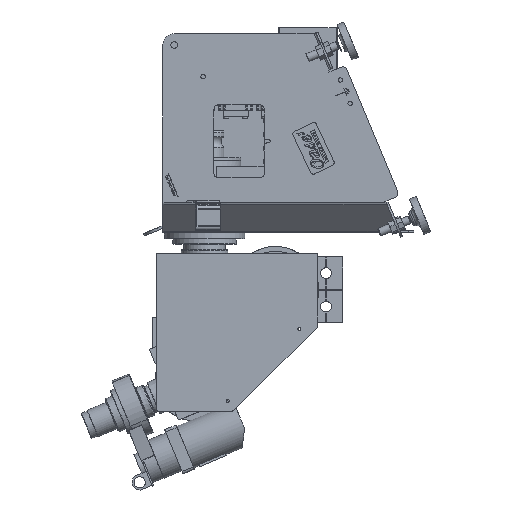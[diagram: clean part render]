
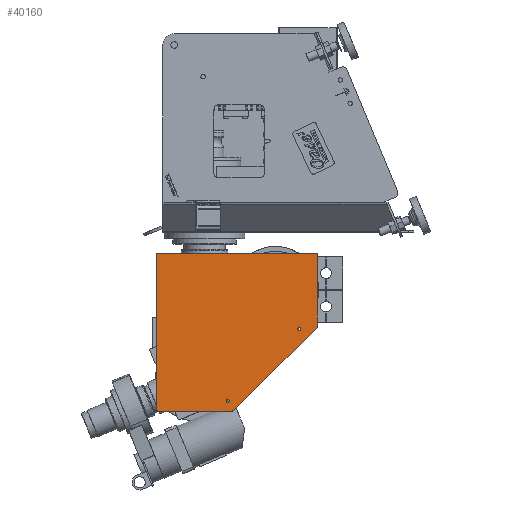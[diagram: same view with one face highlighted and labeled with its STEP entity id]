
A CAD part, front view. The second image highlights one B-rep face of the part: STEP entity #40160.
In plain terms, the highlighted planar face has unit normal (0, -1, 0).
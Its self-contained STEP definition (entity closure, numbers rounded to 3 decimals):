
#486=FACE_BOUND('',#6882,.T.);
#487=FACE_BOUND('',#6883,.T.);
#1964=CIRCLE('',#43511,1.5);
#1965=CIRCLE('',#43513,3.);
#1967=CIRCLE('',#43516,3.);
#1970=CIRCLE('',#43521,1.5);
#1972=CIRCLE('',#43525,1.5);
#4515=FACE_OUTER_BOUND('',#6881,.T.);
#6881=EDGE_LOOP('',(#35882,#35883,#35884,#35885,#35886,#35887,#35888,#35889));
#6882=EDGE_LOOP('',(#35890));
#6883=EDGE_LOOP('',(#35891));
#11005=LINE('',#69510,#15214);
#11009=LINE('',#69517,#15218);
#11014=LINE('',#69527,#15223);
#11020=LINE('',#69551,#15229);
#11024=LINE('',#69563,#15233);
#15214=VECTOR('',#53986,10.);
#15218=VECTOR('',#53992,10.);
#15223=VECTOR('',#53999,10.);
#15229=VECTOR('',#54025,10.);
#15233=VECTOR('',#54037,10.);
#19043=VERTEX_POINT('',#69507);
#19044=VERTEX_POINT('',#69509);
#19046=VERTEX_POINT('',#69515);
#19050=VERTEX_POINT('',#69525);
#19052=VERTEX_POINT('',#69531);
#19053=VERTEX_POINT('',#69535);
#19055=VERTEX_POINT('',#69541);
#19058=VERTEX_POINT('',#69549);
#19060=VERTEX_POINT('',#69555);
#19062=VERTEX_POINT('',#69561);
#24687=EDGE_CURVE('',#19044,#19043,#11005,.T.);
#24691=EDGE_CURVE('',#19043,#19046,#11009,.T.);
#24696=EDGE_CURVE('',#19046,#19050,#11014,.T.);
#24699=EDGE_CURVE('',#19050,#19052,#1964,.T.);
#24700=EDGE_CURVE('',#19053,#19053,#1965,.T.);
#24703=EDGE_CURVE('',#19055,#19055,#1967,.T.);
#24708=EDGE_CURVE('',#19052,#19058,#11020,.T.);
#24711=EDGE_CURVE('',#19058,#19060,#1970,.T.);
#24714=EDGE_CURVE('',#19060,#19062,#11024,.T.);
#24716=EDGE_CURVE('',#19062,#19044,#1972,.T.);
#35882=ORIENTED_EDGE('',*,*,#24699,.T.);
#35883=ORIENTED_EDGE('',*,*,#24708,.T.);
#35884=ORIENTED_EDGE('',*,*,#24711,.T.);
#35885=ORIENTED_EDGE('',*,*,#24714,.T.);
#35886=ORIENTED_EDGE('',*,*,#24716,.T.);
#35887=ORIENTED_EDGE('',*,*,#24687,.T.);
#35888=ORIENTED_EDGE('',*,*,#24691,.T.);
#35889=ORIENTED_EDGE('',*,*,#24696,.T.);
#35890=ORIENTED_EDGE('',*,*,#24700,.T.);
#35891=ORIENTED_EDGE('',*,*,#24703,.T.);
#38068=PLANE('',#43526);
#40160=ADVANCED_FACE('',(#4515,#486,#487),#38068,.T.);
#43511=AXIS2_PLACEMENT_3D('',#69533,#54005,#54006);
#43513=AXIS2_PLACEMENT_3D('',#69536,#54009,#54010);
#43516=AXIS2_PLACEMENT_3D('',#69542,#54016,#54017);
#43521=AXIS2_PLACEMENT_3D('',#69557,#54031,#54032);
#43525=AXIS2_PLACEMENT_3D('',#69566,#54042,#54043);
#43526=AXIS2_PLACEMENT_3D('',#69567,#54044,#54045);
#53986=DIRECTION('',(0.707,0.,0.707));
#53992=DIRECTION('',(0.,0.,1.));
#53999=DIRECTION('',(-1.,0.,0.));
#54005=DIRECTION('center_axis',(0.,1.,0.));
#54006=DIRECTION('ref_axis',(0.,0.,1.));
#54009=DIRECTION('center_axis',(0.,1.,0.));
#54010=DIRECTION('ref_axis',(-1.,0.,0.));
#54016=DIRECTION('center_axis',(0.,1.,0.));
#54017=DIRECTION('ref_axis',(-1.,0.,0.));
#54025=DIRECTION('',(0.,0.,-1.));
#54031=DIRECTION('center_axis',(0.,1.,0.));
#54032=DIRECTION('ref_axis',(-1.,0.,0.));
#54037=DIRECTION('',(1.,0.,0.));
#54042=DIRECTION('center_axis',(0.,1.,0.));
#54043=DIRECTION('ref_axis',(-0.707,0.,-0.707));
#54044=DIRECTION('center_axis',(0.,-1.,0.));
#54045=DIRECTION('ref_axis',(0.,0.,-1.));
#69507=CARTESIAN_POINT('',(304.,-150.5,-215.5));
#69509=CARTESIAN_POINT('',(139.061,-150.5,-380.439));
#69510=CARTESIAN_POINT('',(139.061,-150.5,-380.439));
#69515=CARTESIAN_POINT('',(304.,-150.5,-70.));
#69517=CARTESIAN_POINT('',(304.,-150.5,-215.5));
#69525=CARTESIAN_POINT('',(-11.5,-150.5,-70.));
#69527=CARTESIAN_POINT('',(304.,-150.5,-70.));
#69531=CARTESIAN_POINT('',(-13.,-150.5,-71.5));
#69533=CARTESIAN_POINT('Origin',(-13.,-150.5,-70.));
#69535=CARTESIAN_POINT('',(271.716,-150.5,-219.243));
#69536=CARTESIAN_POINT('Origin',(268.716,-150.5,-219.243));
#69541=CARTESIAN_POINT('',(130.294,-150.5,-360.664));
#69542=CARTESIAN_POINT('Origin',(127.294,-150.5,-360.664));
#69549=CARTESIAN_POINT('',(-13.,-150.5,-380.));
#69551=CARTESIAN_POINT('',(-13.,-150.5,-71.5));
#69555=CARTESIAN_POINT('',(-11.5,-150.5,-381.5));
#69557=CARTESIAN_POINT('Origin',(-13.,-150.5,-381.5));
#69561=CARTESIAN_POINT('',(136.5,-150.5,-381.5));
#69563=CARTESIAN_POINT('',(-11.5,-150.5,-381.5));
#69566=CARTESIAN_POINT('Origin',(138.,-150.5,-381.5));
#69567=CARTESIAN_POINT('Origin',(127.586,-150.5,-207.678));
